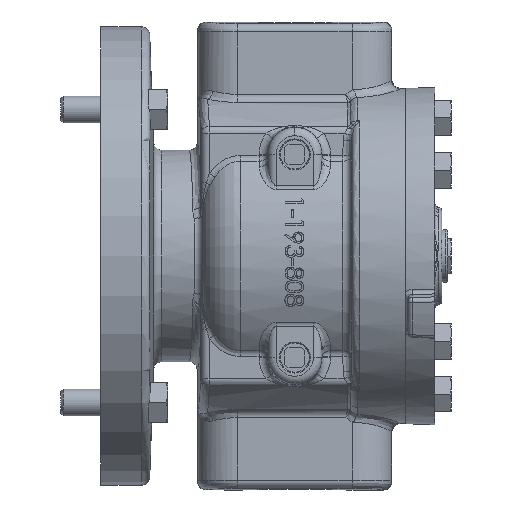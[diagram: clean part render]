
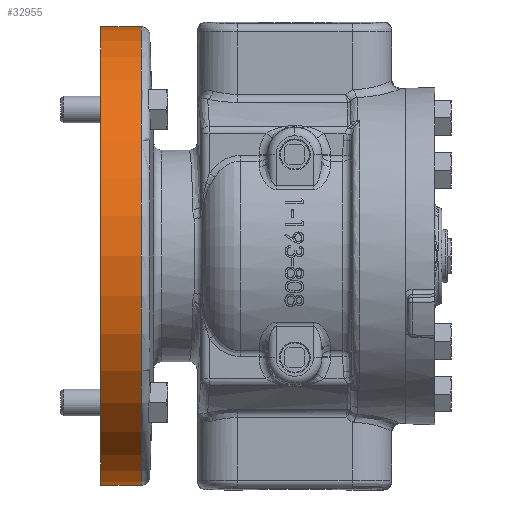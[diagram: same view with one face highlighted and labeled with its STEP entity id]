
A CAD part, front view. The second image highlights one B-rep face of the part: STEP entity #32955.
In plain terms, the highlighted cylindrical face has radius 82.55 mm (diameter 165.1 mm), a partial arc.
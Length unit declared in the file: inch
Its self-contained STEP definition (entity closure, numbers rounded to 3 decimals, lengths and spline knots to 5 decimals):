
#824 = DIRECTION ( 'NONE',  ( 0., 0., -1. ) ) ;
#1173 = LINE ( 'NONE', #60279, #63142 ) ;
#2272 = CARTESIAN_POINT ( 'NONE',  ( -3.73588, 0., -3.25 ) ) ;
#6862 = EDGE_CURVE ( 'NONE', #7662, #35972, #77393, .T. ) ;
#7662 = VERTEX_POINT ( 'NONE', #11591 ) ;
#11591 = CARTESIAN_POINT ( 'NONE',  ( -4.31, 0., 3.25 ) ) ;
#16683 = ORIENTED_EDGE ( 'NONE', *, *, #53318, .T. ) ;
#19843 = AXIS2_PLACEMENT_3D ( 'NONE', #72753, #36776, #824 ) ;
#21337 = AXIS2_PLACEMENT_3D ( 'NONE', #44259, #38472, #74436 ) ;
#22552 = EDGE_CURVE ( 'NONE', #76536, #7662, #41370, .T. ) ;
#22760 = CYLINDRICAL_SURFACE ( 'NONE', #21337, 3.25 ) ;
#30770 = CARTESIAN_POINT ( 'NONE',  ( -3.73588, 0., 0. ) ) ;
#32955 = ADVANCED_FACE ( 'NONE', ( #38708 ), #22760, .T. ) ;
#33202 = CARTESIAN_POINT ( 'NONE',  ( -4.31, 0., -3.25 ) ) ;
#33539 = ORIENTED_EDGE ( 'NONE', *, *, #6862, .T. ) ;
#35972 = VERTEX_POINT ( 'NONE', #33202 ) ;
#36776 = DIRECTION ( 'NONE',  ( 1., 0., 0. ) ) ;
#36810 = DIRECTION ( 'NONE',  ( 0., 0., -1. ) ) ;
#36948 = DIRECTION ( 'NONE',  ( -1., 0., 0. ) ) ;
#37231 = ORIENTED_EDGE ( 'NONE', *, *, #43613, .F. ) ;
#38472 = DIRECTION ( 'NONE',  ( -1., 0., 0. ) ) ;
#38708 = FACE_OUTER_BOUND ( 'NONE', #47295, .T. ) ;
#41370 = LINE ( 'NONE', #66476, #73255 ) ;
#43613 = EDGE_CURVE ( 'NONE', #73603, #35972, #1173, .T. ) ;
#44259 = CARTESIAN_POINT ( 'NONE',  ( -3.0074, 0., 0. ) ) ;
#47295 = EDGE_LOOP ( 'NONE', ( #37231, #16683, #72290, #33539 ) ) ;
#53318 = EDGE_CURVE ( 'NONE', #73603, #76536, #61492, .T. ) ;
#55331 = AXIS2_PLACEMENT_3D ( 'NONE', #30770, #72792, #36810 ) ;
#60279 = CARTESIAN_POINT ( 'NONE',  ( -3.0074, 0., -3.25 ) ) ;
#61492 = CIRCLE ( 'NONE', #55331, 3.25 ) ;
#63142 = VECTOR ( 'NONE', #36948, 39.37008 ) ;
#66228 = DIRECTION ( 'NONE',  ( -1., 0., 0. ) ) ;
#66476 = CARTESIAN_POINT ( 'NONE',  ( -3.0074, 0., 3.25 ) ) ;
#67716 = CARTESIAN_POINT ( 'NONE',  ( -3.73588, 0., 3.25 ) ) ;
#72290 = ORIENTED_EDGE ( 'NONE', *, *, #22552, .T. ) ;
#72753 = CARTESIAN_POINT ( 'NONE',  ( -4.31, 0., 0. ) ) ;
#72792 = DIRECTION ( 'NONE',  ( -1., 0., 0. ) ) ;
#73255 = VECTOR ( 'NONE', #66228, 39.37008 ) ;
#73603 = VERTEX_POINT ( 'NONE', #2272 ) ;
#74436 = DIRECTION ( 'NONE',  ( 0., 0., 1. ) ) ;
#76536 = VERTEX_POINT ( 'NONE', #67716 ) ;
#77393 = CIRCLE ( 'NONE', #19843, 3.25 ) ;
